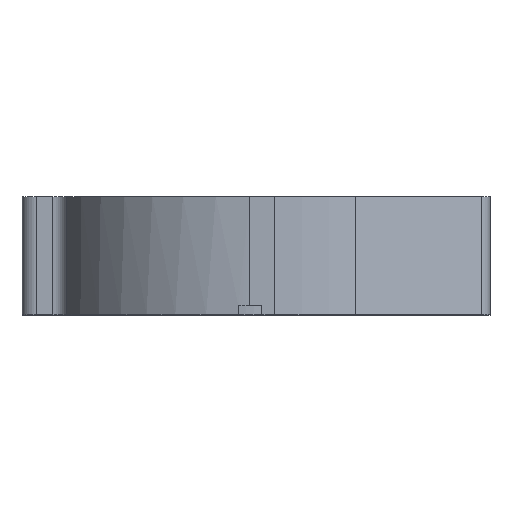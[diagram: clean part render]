
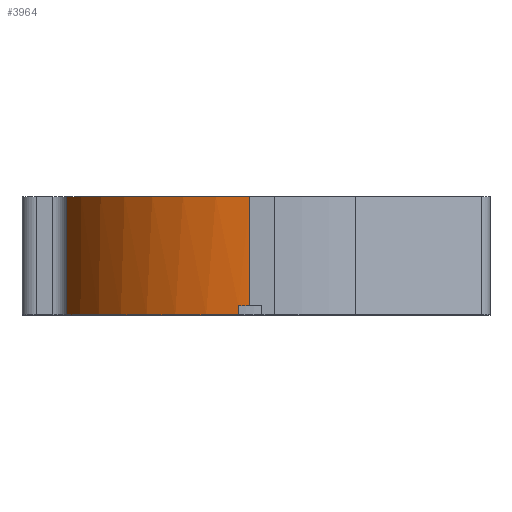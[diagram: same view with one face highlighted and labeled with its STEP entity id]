
A CAD part, top view. The second image highlights one B-rep face of the part: STEP entity #3964.
In plain terms, the highlighted cylindrical face has radius 69.49 mm (diameter 138.98 mm), a partial arc.
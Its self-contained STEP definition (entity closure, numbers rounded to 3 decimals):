
#437=CARTESIAN_POINT('',(3.04,0.,4.18));
#438=DIRECTION('',(0.,1.,0.));
#439=DIRECTION('',(-0.94,0.,0.341));
#440=AXIS2_PLACEMENT_3D('',#437,#438,#439);
#506=CARTESIAN_POINT('',(3.04,40.1,4.18));
#507=DIRECTION('',(0.,1.,0.));
#508=DIRECTION('',(-0.94,0.,0.341));
#509=AXIS2_PLACEMENT_3D('',#506,#507,#508);
#621=DIRECTION('',(0.,1.,0.));
#622=VECTOR('',#621,37.1);
#623=CARTESIAN_POINT('',(-0.078,3.,73.6));
#624=LINE('',#623,#622);
#1399=CARTESIAN_POINT('',(3.04,3.,4.18));
#1400=DIRECTION('',(0.,1.,0.));
#1401=DIRECTION('',(-0.101,0.,0.995));
#1402=AXIS2_PLACEMENT_3D('',#1399,#1400,#1401);
#1404=DIRECTION('',(0.,1.,0.));
#1405=VECTOR('',#1404,3.);
#1406=CARTESIAN_POINT('',(-4.,0.,73.312));
#1407=LINE('',#1406,#1405);
#1408=DIRECTION('',(0.,1.,0.));
#1409=VECTOR('',#1408,40.1);
#1410=CARTESIAN_POINT('',(-62.279,0.,27.894));
#1411=LINE('',#1410,#1409);
#1522=CARTESIAN_POINT('',(-62.279,0.,27.894));
#1523=VERTEX_POINT('',#1522);
#1548=CARTESIAN_POINT('',(-62.279,40.1,27.894));
#1549=VERTEX_POINT('',#1548);
#1550=CARTESIAN_POINT('',(-0.078,40.1,73.6));
#1551=VERTEX_POINT('',#1550);
#1884=CARTESIAN_POINT('',(-4.,3.,73.312));
#1885=CARTESIAN_POINT('',(-0.078,3.,73.6));
#1886=VERTEX_POINT('',#1884);
#1887=VERTEX_POINT('',#1885);
#1888=CARTESIAN_POINT('',(-4.,0.,73.312));
#1889=VERTEX_POINT('',#1888);
#3950=CARTESIAN_POINT('',(3.04,0.,4.18));
#3951=DIRECTION('',(0.,1.,0.));
#3952=DIRECTION('',(1.,0.,0.));
#3953=AXIS2_PLACEMENT_3D('',#3950,#3951,#3952);
#3954=CYLINDRICAL_SURFACE('',#3953,69.49);
#3955=ORIENTED_EDGE('',*,*,#2746,.F.);
#3956=ORIENTED_EDGE('',*,*,#3735,.F.);
#3957=ORIENTED_EDGE('',*,*,#2023,.F.);
#3959=ORIENTED_EDGE('',*,*,#3958,.T.);
#3960=ORIENTED_EDGE('',*,*,#2274,.T.);
#3961=ORIENTED_EDGE('',*,*,#2443,.F.);
#3962=EDGE_LOOP('',(#3955,#3956,#3957,#3959,#3960,#3961));
#3963=FACE_OUTER_BOUND('',#3962,.F.);
#3964=ADVANCED_FACE('',(#3963),#3954,.T.);
#441=CIRCLE('',#440,69.49);
#510=CIRCLE('',#509,69.49);
#1403=CIRCLE('',#1402,69.49);
#2023=EDGE_CURVE('',#1523,#1889,#441,.T.);
#2274=EDGE_CURVE('',#1549,#1551,#510,.T.);
#2443=EDGE_CURVE('',#1887,#1551,#624,.T.);
#2746=EDGE_CURVE('',#1886,#1887,#1403,.T.);
#3735=EDGE_CURVE('',#1889,#1886,#1407,.T.);
#3958=EDGE_CURVE('',#1523,#1549,#1411,.T.);
